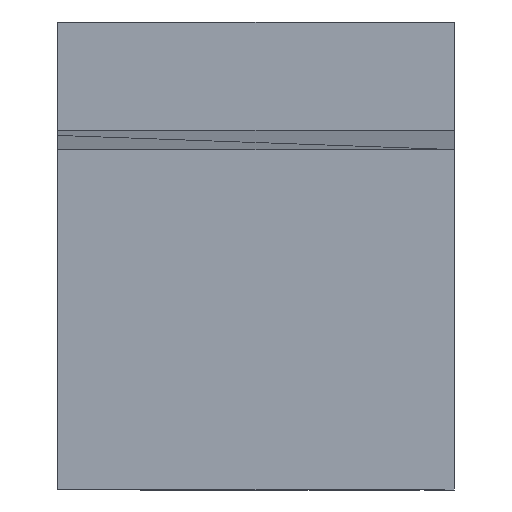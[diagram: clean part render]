
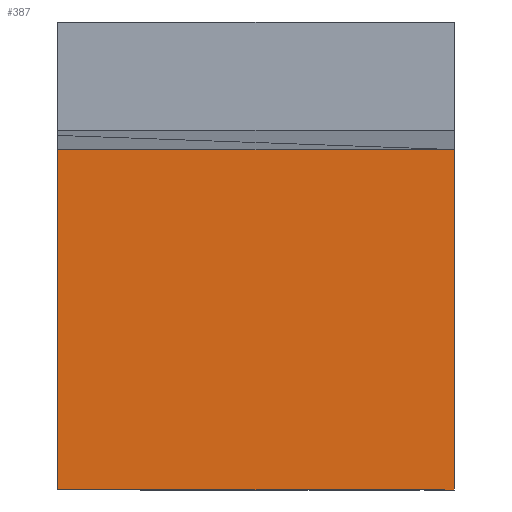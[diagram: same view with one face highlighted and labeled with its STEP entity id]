
A CAD part, front view. The second image highlights one B-rep face of the part: STEP entity #387.
In plain terms, the highlighted planar face has unit normal (0, -1, 0).
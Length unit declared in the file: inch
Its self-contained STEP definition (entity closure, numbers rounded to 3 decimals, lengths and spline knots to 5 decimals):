
#29=FACE_OUTER_BOUND('',#48,.T.);
#48=EDGE_LOOP('',(#334,#335,#336,#337));
#68=LINE('',#552,#121);
#87=LINE('',#590,#140);
#89=LINE('',#593,#142);
#105=LINE('',#622,#158);
#121=VECTOR('',#446,0.3937);
#140=VECTOR('',#475,0.3937);
#142=VECTOR('',#479,0.3937);
#158=VECTOR('',#509,0.3937);
#173=VERTEX_POINT('',#549);
#174=VERTEX_POINT('',#551);
#187=VERTEX_POINT('',#587);
#188=VERTEX_POINT('',#589);
#210=EDGE_CURVE('',#174,#173,#68,.T.);
#229=EDGE_CURVE('',#188,#187,#87,.T.);
#231=EDGE_CURVE('',#188,#173,#89,.T.);
#247=EDGE_CURVE('',#174,#187,#105,.T.);
#334=ORIENTED_EDGE('',*,*,#229,.T.);
#335=ORIENTED_EDGE('',*,*,#247,.F.);
#336=ORIENTED_EDGE('',*,*,#210,.T.);
#337=ORIENTED_EDGE('',*,*,#231,.F.);
#368=PLANE('',#420);
#387=ADVANCED_FACE('',(#29),#368,.T.);
#420=AXIS2_PLACEMENT_3D('',#621,#507,#508);
#446=DIRECTION('',(0.,0.,-1.));
#475=DIRECTION('',(0.,0.,1.));
#479=DIRECTION('',(-1.,0.,0.));
#507=DIRECTION('center_axis',(0.,-1.,0.));
#508=DIRECTION('ref_axis',(0.,0.,
-1.));
#509=DIRECTION('',(1.,0.,0.));
#549=CARTESIAN_POINT('',(302.305,-41.125,-6.25));
#551=CARTESIAN_POINT('',(302.305,-41.125,-0.25));
#552=CARTESIAN_POINT('',(302.305,-41.125,-0.125));
#587=CARTESIAN_POINT('',(309.30054,-41.125,-0.25));
#589=CARTESIAN_POINT('',(309.30054,-41.125,-6.25));
#590=CARTESIAN_POINT('',(309.30054,-41.125,-0.39773));
#593=CARTESIAN_POINT('',(53.5,-41.125,-6.25));
#621=CARTESIAN_POINT('Origin',(267.,-41.125,-0.25));
#622=CARTESIAN_POINT('',(267.,-41.125,-0.25));
